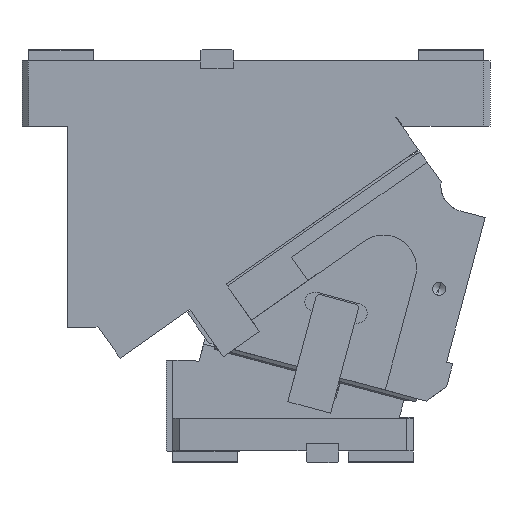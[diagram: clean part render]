
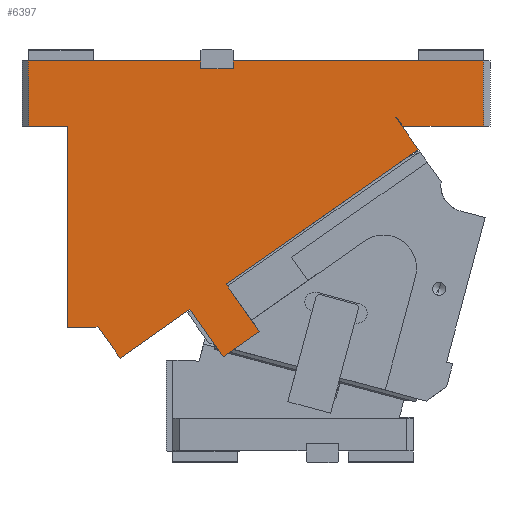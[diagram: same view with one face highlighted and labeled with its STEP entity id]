
A CAD part, front view. The second image highlights one B-rep face of the part: STEP entity #6397.
In plain terms, the highlighted planar face has unit normal (0, -1, 0).
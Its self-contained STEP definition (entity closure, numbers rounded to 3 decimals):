
#437=CARTESIAN_POINT('Vertex',(35.,-125.,-205.)) ;
#440=CARTESIAN_POINT('Line Origine',(35.,-125.,-127.5)) ;
#444=CARTESIAN_POINT('Vertex',(35.,-125.,-50.)) ;
#588=CARTESIAN_POINT('Vertex',(162.5,-125.,0.)) ;
#591=CARTESIAN_POINT('Line Origine',(258.75,-125.,0.)) ;
#595=CARTESIAN_POINT('Vertex',(355.,-125.,0.)) ;
#1366=CARTESIAN_POINT('Line Origine',(20.,-125.,-50.)) ;
#1370=CARTESIAN_POINT('Vertex',(5.,-125.,-50.)) ;
#1503=CARTESIAN_POINT('Vertex',(56.874,-125.,-205.)) ;
#1506=CARTESIAN_POINT('Line Origine',(45.937,-125.,-205.)) ;
#2195=CARTESIAN_POINT('Line Origine',(355.,-125.,-25.)) ;
#2199=CARTESIAN_POINT('Vertex',(355.,-125.,-50.)) ;
#2225=CARTESIAN_POINT('Vertex',(162.5,-125.,-6.)) ;
#2228=CARTESIAN_POINT('Line Origine',(162.5,-125.,-3.)) ;
#3053=CARTESIAN_POINT('Vertex',(75.495,-125.,-228.585)) ;
#3056=CARTESIAN_POINT('Line Origine',(66.891,-125.,-216.298)) ;
#3060=CARTESIAN_POINT('Vertex',(58.287,-125.,-204.01)) ;
#3190=CARTESIAN_POINT('Line Origine',(5.,-125.,-25.)) ;
#3194=CARTESIAN_POINT('Vertex',(5.,-125.,0.)) ;
#3366=CARTESIAN_POINT('Vertex',(157.,-125.,-171.514)) ;
#3371=CARTESIAN_POINT('Line Origine',(169.762,-125.,-189.74)) ;
#3375=CARTESIAN_POINT('Vertex',(182.524,-125.,-207.966)) ;
#3418=CARTESIAN_POINT('Line Origine',(168.599,-125.,-217.717)) ;
#3422=CARTESIAN_POINT('Vertex',(154.673,-125.,-227.468)) ;
#3470=CARTESIAN_POINT('Line Origine',(141.911,-125.,-209.242)) ;
#3474=CARTESIAN_POINT('Vertex',(129.149,-125.,-191.016)) ;
#3524=CARTESIAN_POINT('Vertex',(304.857,-125.,-67.983)) ;
#3527=CARTESIAN_POINT('Line Origine',(230.929,-125.,-119.749)) ;
#3537=CARTESIAN_POINT('Line Origine',(102.322,-125.,-209.8)) ;
#3695=CARTESIAN_POINT('Line Origine',(57.581,-125.,-204.505)) ;
#3845=CARTESIAN_POINT('Line Origine',(71.25,-125.,0.)) ;
#3849=CARTESIAN_POINT('Vertex',(137.5,-125.,0.)) ;
#3951=CARTESIAN_POINT('Line Origine',(137.5,-125.,-3.)) ;
#3955=CARTESIAN_POINT('Vertex',(137.5,-125.,-6.)) ;
#3987=CARTESIAN_POINT('Line Origine',(150.,-125.,-6.)) ;
#4004=CARTESIAN_POINT('Line Origine',(323.938,-125.,-50.)) ;
#4008=CARTESIAN_POINT('Vertex',(292.875,-125.,-50.)) ;
#4070=CARTESIAN_POINT('Line Origine',(290.467,-125.,-46.561)) ;
#4074=CARTESIAN_POINT('Vertex',(288.059,-125.,-43.122)) ;
#4093=CARTESIAN_POINT('Vertex',(287.65,-125.,-43.409)) ;
#4101=CARTESIAN_POINT('Line Origine',(287.855,-125.,-43.265)) ;
#4124=CARTESIAN_POINT('Line Origine',(296.254,-125.,-55.696)) ;
#6369=CARTESIAN_POINT('Axis2P3D Location',(0.,-125.,0.)) ;
#441=DIRECTION('Vector Direction',(0.,0.,-1.)) ;
#592=DIRECTION('Vector Direction',(1.,0.,0.)) ;
#1367=DIRECTION('Vector Direction',(1.,0.,0.)) ;
#1507=DIRECTION('Vector Direction',(-1.,0.,0.)) ;
#2196=DIRECTION('Vector Direction',(0.,0.,1.)) ;
#2229=DIRECTION('Vector Direction',(0.,0.,-1.)) ;
#3057=DIRECTION('Vector Direction',(-0.574,0.,0.819)) ;
#3191=DIRECTION('Vector Direction',(0.,0.,-1.)) ;
#3372=DIRECTION('Vector Direction',(-0.574,0.,0.819)) ;
#3419=DIRECTION('Vector Direction',(0.819,0.,0.574)) ;
#3471=DIRECTION('Vector Direction',(-0.574,0.,0.819)) ;
#3528=DIRECTION('Vector Direction',(-0.819,0.,-0.574)) ;
#3538=DIRECTION('Vector Direction',(-0.819,0.,-0.574)) ;
#3696=DIRECTION('Vector Direction',(-0.819,0.,-0.574)) ;
#3846=DIRECTION('Vector Direction',(1.,0.,0.)) ;
#3952=DIRECTION('Vector Direction',(0.,0.,1.)) ;
#3988=DIRECTION('Vector Direction',(1.,0.,0.)) ;
#4005=DIRECTION('Vector Direction',(-1.,0.,0.)) ;
#4071=DIRECTION('Vector Direction',(-0.574,0.,0.819)) ;
#4102=DIRECTION('Vector Direction',(-0.819,0.,-0.574)) ;
#4125=DIRECTION('Vector Direction',(0.574,0.,-0.819)) ;
#6370=DIRECTION('Axis2P3D Direction',(0.,1.,0.)) ;
#6371=DIRECTION('Axis2P3D XDirection',(0.,0.,1.)) ;
#6372=AXIS2_PLACEMENT_3D('Plane Axis2P3D',#6369,#6370,#6371) ;
#6375=ORIENTED_EDGE('',*,*,#3531,.T.) ;
#6376=ORIENTED_EDGE('',*,*,#4128,.T.) ;
#6377=ORIENTED_EDGE('',*,*,#4105,.F.) ;
#6378=ORIENTED_EDGE('',*,*,#4076,.F.) ;
#6379=ORIENTED_EDGE('',*,*,#4010,.F.) ;
#6380=ORIENTED_EDGE('',*,*,#2201,.T.) ;
#6381=ORIENTED_EDGE('',*,*,#597,.F.) ;
#6382=ORIENTED_EDGE('',*,*,#2232,.T.) ;
#6383=ORIENTED_EDGE('',*,*,#3991,.F.) ;
#6384=ORIENTED_EDGE('',*,*,#3957,.T.) ;
#6385=ORIENTED_EDGE('',*,*,#3851,.F.) ;
#6386=ORIENTED_EDGE('',*,*,#3196,.T.) ;
#6387=ORIENTED_EDGE('',*,*,#1372,.T.) ;
#6388=ORIENTED_EDGE('',*,*,#446,.T.) ;
#6389=ORIENTED_EDGE('',*,*,#1510,.F.) ;
#6390=ORIENTED_EDGE('',*,*,#3699,.F.) ;
#6391=ORIENTED_EDGE('',*,*,#3062,.T.) ;
#6392=ORIENTED_EDGE('',*,*,#3541,.T.) ;
#6393=ORIENTED_EDGE('',*,*,#3476,.F.) ;
#6394=ORIENTED_EDGE('',*,*,#3424,.T.) ;
#6395=ORIENTED_EDGE('',*,*,#3377,.T.) ;
#442=VECTOR('Line Direction',#441,1.) ;
#593=VECTOR('Line Direction',#592,1.) ;
#1368=VECTOR('Line Direction',#1367,1.) ;
#1508=VECTOR('Line Direction',#1507,1.) ;
#2197=VECTOR('Line Direction',#2196,1.) ;
#2230=VECTOR('Line Direction',#2229,1.) ;
#3058=VECTOR('Line Direction',#3057,1.) ;
#3192=VECTOR('Line Direction',#3191,1.) ;
#3373=VECTOR('Line Direction',#3372,1.) ;
#3420=VECTOR('Line Direction',#3419,1.) ;
#3472=VECTOR('Line Direction',#3471,1.) ;
#3529=VECTOR('Line Direction',#3528,1.) ;
#3539=VECTOR('Line Direction',#3538,1.) ;
#3697=VECTOR('Line Direction',#3696,1.) ;
#3847=VECTOR('Line Direction',#3846,1.) ;
#3953=VECTOR('Line Direction',#3952,1.) ;
#3989=VECTOR('Line Direction',#3988,1.) ;
#4006=VECTOR('Line Direction',#4005,1.) ;
#4072=VECTOR('Line Direction',#4071,1.) ;
#4103=VECTOR('Line Direction',#4102,1.) ;
#4126=VECTOR('Line Direction',#4125,1.) ;
#6397=ADVANCED_FACE('CAM HOLDER',(#6396),#6373,.F.) ;
#446=EDGE_CURVE('',#445,#438,#443,.T.) ;
#597=EDGE_CURVE('',#589,#596,#594,.T.) ;
#1372=EDGE_CURVE('',#1371,#445,#1369,.T.) ;
#1510=EDGE_CURVE('',#1504,#438,#1509,.T.) ;
#2201=EDGE_CURVE('',#2200,#596,#2198,.T.) ;
#2232=EDGE_CURVE('',#589,#2226,#2231,.T.) ;
#3062=EDGE_CURVE('',#3061,#3054,#3059,.F.) ;
#3196=EDGE_CURVE('',#3195,#1371,#3193,.T.) ;
#3377=EDGE_CURVE('',#3376,#3367,#3374,.T.) ;
#3424=EDGE_CURVE('',#3423,#3376,#3421,.T.) ;
#3476=EDGE_CURVE('',#3423,#3475,#3473,.T.) ;
#3531=EDGE_CURVE('',#3367,#3525,#3530,.F.) ;
#3541=EDGE_CURVE('',#3054,#3475,#3540,.F.) ;
#3699=EDGE_CURVE('',#3061,#1504,#3698,.T.) ;
#3851=EDGE_CURVE('',#3195,#3850,#3848,.T.) ;
#3957=EDGE_CURVE('',#3956,#3850,#3954,.T.) ;
#3991=EDGE_CURVE('',#3956,#2226,#3990,.T.) ;
#4010=EDGE_CURVE('',#2200,#4009,#4007,.T.) ;
#4076=EDGE_CURVE('',#4009,#4075,#4073,.T.) ;
#4105=EDGE_CURVE('',#4075,#4094,#4104,.T.) ;
#4128=EDGE_CURVE('',#3525,#4094,#4127,.F.) ;
#6374=EDGE_LOOP('',(#6375,#6376,#6377,#6378,#6379,#6380,#6381,#6382,#6383,#6384,#6385,#6386,#6387,#6388,#6389,#6390,#6391,#6392,#6393,#6394,#6395)) ;
#6396=FACE_OUTER_BOUND('',#6374,.T.) ;
#443=LINE('Line',#440,#442) ;
#594=LINE('Line',#591,#593) ;
#1369=LINE('Line',#1366,#1368) ;
#1509=LINE('Line',#1506,#1508) ;
#2198=LINE('Line',#2195,#2197) ;
#2231=LINE('Line',#2228,#2230) ;
#3059=LINE('Line',#3056,#3058) ;
#3193=LINE('Line',#3190,#3192) ;
#3374=LINE('Line',#3371,#3373) ;
#3421=LINE('Line',#3418,#3420) ;
#3473=LINE('Line',#3470,#3472) ;
#3530=LINE('Line',#3527,#3529) ;
#3540=LINE('Line',#3537,#3539) ;
#3698=LINE('Line',#3695,#3697) ;
#3848=LINE('Line',#3845,#3847) ;
#3954=LINE('Line',#3951,#3953) ;
#3990=LINE('Line',#3987,#3989) ;
#4007=LINE('Line',#4004,#4006) ;
#4073=LINE('Line',#4070,#4072) ;
#4104=LINE('Line',#4101,#4103) ;
#4127=LINE('Line',#4124,#4126) ;
#6373=PLANE('Plane',#6372) ;
#438=VERTEX_POINT('',#437) ;
#445=VERTEX_POINT('',#444) ;
#589=VERTEX_POINT('',#588) ;
#596=VERTEX_POINT('',#595) ;
#1371=VERTEX_POINT('',#1370) ;
#1504=VERTEX_POINT('',#1503) ;
#2200=VERTEX_POINT('',#2199) ;
#2226=VERTEX_POINT('',#2225) ;
#3054=VERTEX_POINT('',#3053) ;
#3061=VERTEX_POINT('',#3060) ;
#3195=VERTEX_POINT('',#3194) ;
#3367=VERTEX_POINT('',#3366) ;
#3376=VERTEX_POINT('',#3375) ;
#3423=VERTEX_POINT('',#3422) ;
#3475=VERTEX_POINT('',#3474) ;
#3525=VERTEX_POINT('',#3524) ;
#3850=VERTEX_POINT('',#3849) ;
#3956=VERTEX_POINT('',#3955) ;
#4009=VERTEX_POINT('',#4008) ;
#4075=VERTEX_POINT('',#4074) ;
#4094=VERTEX_POINT('',#4093) ;
